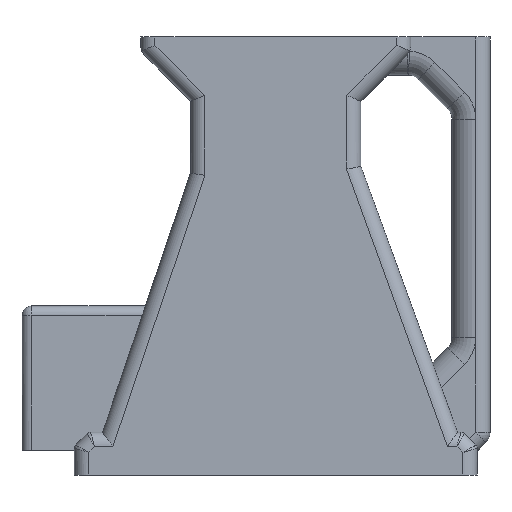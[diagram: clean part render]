
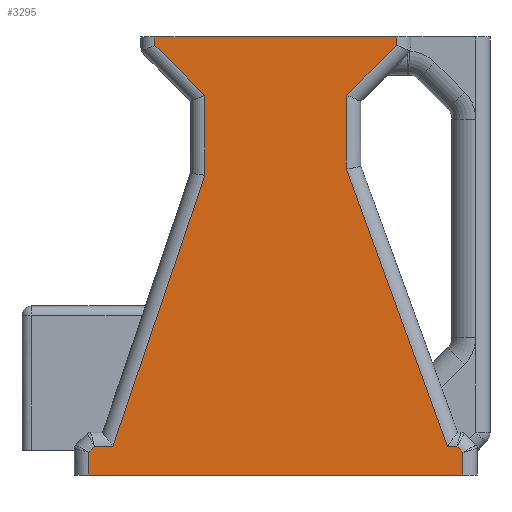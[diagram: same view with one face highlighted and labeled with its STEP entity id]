
A CAD part, left-side view. The second image highlights one B-rep face of the part: STEP entity #3295.
In plain terms, the highlighted planar face has unit normal (-1, 0, 0).
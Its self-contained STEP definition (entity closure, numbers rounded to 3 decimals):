
#92=PLANE('',#3675);
#226=LINE('',#4970,#501);
#253=LINE('',#5136,#528);
#256=LINE('',#5168,#531);
#344=LINE('',#5592,#619);
#387=LINE('',#5806,#662);
#390=LINE('',#5812,#665);
#426=LINE('',#5916,#701);
#427=LINE('',#5920,#702);
#428=LINE('',#5924,#703);
#429=LINE('',#5927,#704);
#430=LINE('',#5930,#705);
#431=LINE('',#5932,#706);
#432=LINE('',#5934,#707);
#433=LINE('',#5936,#708);
#434=LINE('',#5937,#709);
#435=LINE('',#5938,#710);
#501=VECTOR('',#3853,10.);
#528=VECTOR('',#3936,10.);
#531=VECTOR('',#3953,10.);
#619=VECTOR('',#4277,10.);
#662=VECTOR('',#4488,10.);
#665=VECTOR('',#4495,10.);
#701=VECTOR('',#4597,10.);
#702=VECTOR('',#4602,10.);
#703=VECTOR('',#4607,10.);
#704=VECTOR('',#4612,10.);
#705=VECTOR('',#4615,10.);
#706=VECTOR('',#4616,10.);
#707=VECTOR('',#4617,10.);
#708=VECTOR('',#4618,10.);
#709=VECTOR('',#4619,10.);
#710=VECTOR('',#4620,10.);
#989=FACE_OUTER_BOUND('',#1188,.T.);
#1188=EDGE_LOOP('',(#2894,#2895,#2896,#2897,#2898,#2899,#2900,#2901,#2902,
#2903,#2904,#2905,#2906,#2907,#2908,#2909));
#1411=VERTEX_POINT('',#4962);
#1413=VERTEX_POINT('',#4968);
#1442=VERTEX_POINT('',#5128);
#1444=VERTEX_POINT('',#5134);
#1446=VERTEX_POINT('',#5166);
#1550=VERTEX_POINT('',#5589);
#1551=VERTEX_POINT('',#5591);
#1613=VERTEX_POINT('',#5803);
#1614=VERTEX_POINT('',#5805);
#1650=VERTEX_POINT('',#5915);
#1651=VERTEX_POINT('',#5919);
#1652=VERTEX_POINT('',#5923);
#1653=VERTEX_POINT('',#5929);
#1654=VERTEX_POINT('',#5931);
#1655=VERTEX_POINT('',#5933);
#1656=VERTEX_POINT('',#5935);
#1732=EDGE_CURVE('',#1413,#1411,#226,.T.);
#1776=EDGE_CURVE('',#1444,#1442,#253,.T.);
#1783=EDGE_CURVE('',#1446,#1444,#256,.T.);
#1942=EDGE_CURVE('',#1551,#1550,#344,.T.);
#2041=EDGE_CURVE('',#1613,#1614,#387,.T.);
#2045=EDGE_CURVE('',#1551,#1613,#390,.T.);
#2098=EDGE_CURVE('',#1411,#1650,#426,.T.);
#2100=EDGE_CURVE('',#1614,#1651,#427,.T.);
#2102=EDGE_CURVE('',#1651,#1652,#428,.T.);
#2104=EDGE_CURVE('',#1652,#1413,#429,.T.);
#2105=EDGE_CURVE('',#1653,#1550,#430,.T.);
#2106=EDGE_CURVE('',#1654,#1653,#431,.T.);
#2107=EDGE_CURVE('',#1655,#1654,#432,.T.);
#2108=EDGE_CURVE('',#1656,#1655,#433,.T.);
#2109=EDGE_CURVE('',#1442,#1656,#434,.T.);
#2110=EDGE_CURVE('',#1650,#1446,#435,.T.);
#2894=ORIENTED_EDGE('',*,*,#2098,.F.);
#2895=ORIENTED_EDGE('',*,*,#1732,.F.);
#2896=ORIENTED_EDGE('',*,*,#2104,.F.);
#2897=ORIENTED_EDGE('',*,*,#2102,.F.);
#2898=ORIENTED_EDGE('',*,*,#2100,.F.);
#2899=ORIENTED_EDGE('',*,*,#2041,.F.);
#2900=ORIENTED_EDGE('',*,*,#2045,.F.);
#2901=ORIENTED_EDGE('',*,*,#1942,.T.);
#2902=ORIENTED_EDGE('',*,*,#2105,.F.);
#2903=ORIENTED_EDGE('',*,*,#2106,.F.);
#2904=ORIENTED_EDGE('',*,*,#2107,.F.);
#2905=ORIENTED_EDGE('',*,*,#2108,.F.);
#2906=ORIENTED_EDGE('',*,*,#2109,.F.);
#2907=ORIENTED_EDGE('',*,*,#1776,.F.);
#2908=ORIENTED_EDGE('',*,*,#1783,.F.);
#2909=ORIENTED_EDGE('',*,*,#2110,.F.);
#3295=ADVANCED_FACE('',(#989),#92,.T.);
#3675=AXIS2_PLACEMENT_3D('',#5928,#4613,#4614);
#3853=DIRECTION('',(0.,-0.707,-0.707));
#3936=DIRECTION('',(0.,-0.707,0.707));
#3953=DIRECTION('',(0.,0.,1.));
#4277=DIRECTION('',(0.,1.,0.));
#4488=DIRECTION('',(0.,0.707,-0.707));
#4495=DIRECTION('',(0.,0.,-1.));
#4597=DIRECTION('',(0.,0.,-1.));
#4602=DIRECTION('',(0.,0.,-1.));
#4607=DIRECTION('',(0.,-0.342,-0.94));
#4612=DIRECTION('',(0.,-1.,0.));
#4613=DIRECTION('center_axis',(-1.,0.,0.));
#4614=DIRECTION('ref_axis',(0.,0.,1.));
#4615=DIRECTION('',(0.,0.,1.));
#4616=DIRECTION('',(0.,0.707,0.707));
#4617=DIRECTION('',(0.,0.,1.));
#4618=DIRECTION('',(0.,-0.322,0.947));
#4619=DIRECTION('',(0.,-1.,0.));
#4620=DIRECTION('',(0.,1.,0.));
#4962=CARTESIAN_POINT('',(-250.637,-186.8,221.757));
#4968=CARTESIAN_POINT('',(-250.637,-185.557,223.));
#4970=CARTESIAN_POINT('',(-250.637,-165.967,242.59));
#5128=CARTESIAN_POINT('',(-250.637,-109.443,223.));
#5134=CARTESIAN_POINT('',(-250.637,-108.2,221.757));
#5136=CARTESIAN_POINT('',(-250.637,-129.51,243.067));
#5166=CARTESIAN_POINT('',(-250.637,-108.2,217.));
#5168=CARTESIAN_POINT('',(-250.637,-108.2,243.75));
#5589=CARTESIAN_POINT('',(-250.637,-122.125,309.));
#5591=CARTESIAN_POINT('',(-250.637,-172.875,309.));
#5592=CARTESIAN_POINT('',(-250.637,-183.25,309.));
#5803=CARTESIAN_POINT('',(-250.637,-172.875,307.243));
#5805=CARTESIAN_POINT('',(-250.637,-162.375,296.743));
#5806=CARTESIAN_POINT('',(-250.637,-156.774,291.141));
#5812=CARTESIAN_POINT('',(-250.637,-172.875,287.25));
#5915=CARTESIAN_POINT('',(-250.637,-186.8,217.));
#5916=CARTESIAN_POINT('',(-250.637,-186.8,243.75));
#5919=CARTESIAN_POINT('',(-250.637,-162.375,281.257));
#5920=CARTESIAN_POINT('',(-250.637,-162.375,273.643));
#5923=CARTESIAN_POINT('',(-250.637,-183.579,223.));
#5924=CARTESIAN_POINT('',(-250.637,-175.064,246.396));
#5927=CARTESIAN_POINT('',(-250.637,-147.977,223.));
#5928=CARTESIAN_POINT('Origin',(-250.637,-148.454,265.5));
#5929=CARTESIAN_POINT('',(-250.637,-122.125,307.243));
#5930=CARTESIAN_POINT('',(-250.637,-122.125,287.25));
#5931=CARTESIAN_POINT('',(-250.637,-132.625,296.743));
#5932=CARTESIAN_POINT('',(-250.637,-143.954,285.414));
#5933=CARTESIAN_POINT('',(-250.637,-132.625,279.943));
#5934=CARTESIAN_POINT('',(-250.637,-132.625,287.25));
#5935=CARTESIAN_POINT('',(-250.637,-113.282,223.));
#5936=CARTESIAN_POINT('',(-250.637,-131.165,275.645));
#5937=CARTESIAN_POINT('',(-250.637,-147.977,223.));
#5938=CARTESIAN_POINT('',(-250.637,-168.65,217.));
